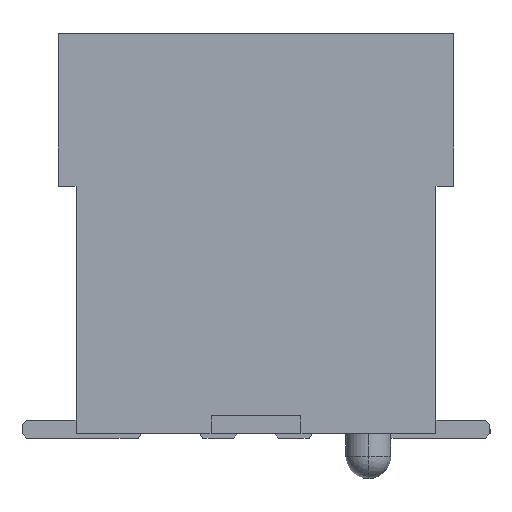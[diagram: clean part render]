
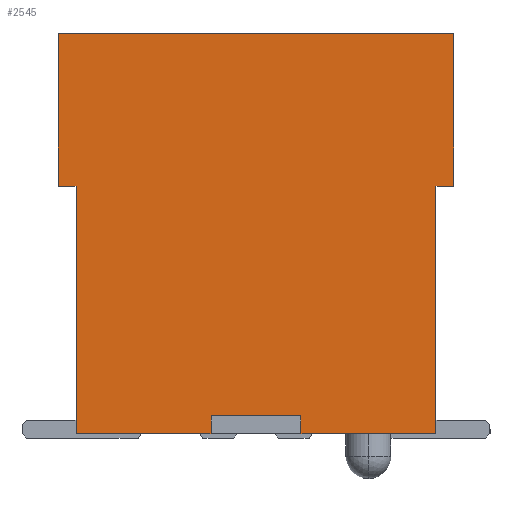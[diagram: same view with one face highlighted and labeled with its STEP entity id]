
A CAD part, left-side view. The second image highlights one B-rep face of the part: STEP entity #2545.
In plain terms, the highlighted planar face has unit normal (-1, 0, 0).
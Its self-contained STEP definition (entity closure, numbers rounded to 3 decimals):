
#418 = LINE ( 'NONE', #7139, #23934 ) ;
#1158 = CARTESIAN_POINT ( 'NONE',  ( -8.85, -2.2, -1.5 ) ) ;
#1324 = VECTOR ( 'NONE', #90723, 1000. ) ;
#1967 = VERTEX_POINT ( 'NONE', #97905 ) ;
#2545 = ADVANCED_FACE ( 'NONE', ( #23372 ), #55293, .F. ) ;
#4236 = VECTOR ( 'NONE', #32587, 1000. ) ;
#4562 = DIRECTION ( 'NONE',  ( 0., -1., 0. ) ) ;
#5102 = EDGE_CURVE ( 'NONE', #48882, #39513, #7320, .T. ) ;
#6733 = CARTESIAN_POINT ( 'NONE',  ( -8.85, 2.2, 2.95 ) ) ;
#6828 = ORIENTED_EDGE ( 'NONE', *, *, #95550, .F. ) ;
#7139 = CARTESIAN_POINT ( 'NONE',  ( -8.85, -2., 0. ) ) ;
#7298 = VERTEX_POINT ( 'NONE', #50310 ) ;
#7320 = LINE ( 'NONE', #71209, #8566 ) ;
#7951 = VECTOR ( 'NONE', #54481, 1000. ) ;
#8112 = EDGE_CURVE ( 'NONE', #51169, #50127, #29282, .T. ) ;
#8566 = VECTOR ( 'NONE', #46497, 1000. ) ;
#9920 = CARTESIAN_POINT ( 'NONE',  ( -8.85, 2., 1.25 ) ) ;
#10409 = VECTOR ( 'NONE', #38394, 1000. ) ;
#10951 = EDGE_CURVE ( 'NONE', #7298, #51169, #45605, .T. ) ;
#11784 = CARTESIAN_POINT ( 'NONE',  ( -8.85, -2.2, 2.95 ) ) ;
#13682 = EDGE_CURVE ( 'NONE', #1967, #21592, #418, .T. ) ;
#14952 = CARTESIAN_POINT ( 'NONE',  ( -8.85, 0.5, -1.3 ) ) ;
#14973 = DIRECTION ( 'NONE',  ( 0., 0., -1. ) ) ;
#17385 = VECTOR ( 'NONE', #14973, 1000. ) ;
#21592 = VERTEX_POINT ( 'NONE', #50531 ) ;
#23372 = FACE_OUTER_BOUND ( 'NONE', #49866, .T. ) ;
#23735 = ORIENTED_EDGE ( 'NONE', *, *, #13682, .F. ) ;
#23934 = VECTOR ( 'NONE', #24099, 1000. ) ;
#24099 = DIRECTION ( 'NONE',  ( 0., 0., -1. ) ) ;
#28873 = LINE ( 'NONE', #14952, #76873 ) ;
#29108 = CARTESIAN_POINT ( 'NONE',  ( -8.85, -2.2, 2.95 ) ) ;
#29282 = LINE ( 'NONE', #51473, #33181 ) ;
#29390 = DIRECTION ( 'NONE',  ( 0., 1., 0. ) ) ;
#32587 = DIRECTION ( 'NONE',  ( 0., -1., 0. ) ) ;
#33098 = CARTESIAN_POINT ( 'NONE',  ( -8.85, 2.2, 1.25 ) ) ;
#33181 = VECTOR ( 'NONE', #51970, 1000. ) ;
#34149 = LINE ( 'NONE', #64589, #62914 ) ;
#36114 = ORIENTED_EDGE ( 'NONE', *, *, #64620, .T. ) ;
#36353 = ORIENTED_EDGE ( 'NONE', *, *, #76850, .T. ) ;
#38394 = DIRECTION ( 'NONE',  ( 0., -1., 0. ) ) ;
#39513 = VERTEX_POINT ( 'NONE', #33098 ) ;
#40501 = ORIENTED_EDGE ( 'NONE', *, *, #101134, .F. ) ;
#40832 = LINE ( 'NONE', #1158, #4236 ) ;
#43335 = ORIENTED_EDGE ( 'NONE', *, *, #44844, .F. ) ;
#43735 = LINE ( 'NONE', #91167, #55486 ) ;
#44844 = EDGE_CURVE ( 'NONE', #91132, #67765, #69053, .T. ) ;
#45329 = EDGE_CURVE ( 'NONE', #48737, #48882, #95160, .T. ) ;
#45500 = CARTESIAN_POINT ( 'NONE',  ( -8.85, -0.5, -1.5 ) ) ;
#45605 = LINE ( 'NONE', #29108, #10409 ) ;
#45664 = CARTESIAN_POINT ( 'NONE',  ( -8.85, 0.5, -1.3 ) ) ;
#46282 = CARTESIAN_POINT ( 'NONE',  ( -8.85, -0.5, -1.5 ) ) ;
#46497 = DIRECTION ( 'NONE',  ( 0., 1., 0. ) ) ;
#47575 = DIRECTION ( 'NONE',  ( 0., 0., -1. ) ) ;
#48737 = VERTEX_POINT ( 'NONE', #54307 ) ;
#48882 = VERTEX_POINT ( 'NONE', #9920 ) ;
#49866 = EDGE_LOOP ( 'NONE', ( #36114, #43335, #6828, #100136, #36353, #23735, #40501, #67879, #86254, #60028, #79966, #59988 ) ) ;
#50127 = VERTEX_POINT ( 'NONE', #87909 ) ;
#50310 = CARTESIAN_POINT ( 'NONE',  ( -8.85, 2.2, 2.95 ) ) ;
#50531 = CARTESIAN_POINT ( 'NONE',  ( -8.85, -2., -1.5 ) ) ;
#50971 = VERTEX_POINT ( 'NONE', #45500 ) ;
#51169 = VERTEX_POINT ( 'NONE', #11784 ) ;
#51311 = EDGE_CURVE ( 'NONE', #50971, #84021, #101424, .T. ) ;
#51473 = CARTESIAN_POINT ( 'NONE',  ( -8.85, -2.2, 2.95 ) ) ;
#51810 = CARTESIAN_POINT ( 'NONE',  ( -8.85, 0.5, -1.5 ) ) ;
#51970 = DIRECTION ( 'NONE',  ( 0., 0., -1. ) ) ;
#54307 = CARTESIAN_POINT ( 'NONE',  ( -8.85, 2., -1.5 ) ) ;
#54481 = DIRECTION ( 'NONE',  ( 0., 0., 1. ) ) ;
#55293 = PLANE ( 'NONE',  #83599 ) ;
#55486 = VECTOR ( 'NONE', #4562, 1000. ) ;
#55983 = CARTESIAN_POINT ( 'NONE',  ( -8.85, 2., 0. ) ) ;
#59276 = CARTESIAN_POINT ( 'NONE',  ( -8.85, 0.5, -1.5 ) ) ;
#59988 = ORIENTED_EDGE ( 'NONE', *, *, #45329, .F. ) ;
#60028 = ORIENTED_EDGE ( 'NONE', *, *, #60992, .T. ) ;
#60854 = LINE ( 'NONE', #6733, #17385 ) ;
#60992 = EDGE_CURVE ( 'NONE', #7298, #39513, #60854, .T. ) ;
#62914 = VECTOR ( 'NONE', #72818, 1000. ) ;
#64589 = CARTESIAN_POINT ( 'NONE',  ( -8.85, -2.2, 1.25 ) ) ;
#64620 = EDGE_CURVE ( 'NONE', #48737, #67765, #43735, .T. ) ;
#67765 = VERTEX_POINT ( 'NONE', #51810 ) ;
#67879 = ORIENTED_EDGE ( 'NONE', *, *, #8112, .F. ) ;
#69053 = LINE ( 'NONE', #59276, #1324 ) ;
#69776 = CARTESIAN_POINT ( 'NONE',  ( -8.85, -2.2, 2.95 ) ) ;
#70777 = DIRECTION ( 'NONE',  ( 1., 0., 0. ) ) ;
#71209 = CARTESIAN_POINT ( 'NONE',  ( -8.85, 2.2, 1.25 ) ) ;
#72818 = DIRECTION ( 'NONE',  ( 0., 1., 0. ) ) ;
#76850 = EDGE_CURVE ( 'NONE', #50971, #21592, #40832, .T. ) ;
#76873 = VECTOR ( 'NONE', #29390, 1000. ) ;
#79966 = ORIENTED_EDGE ( 'NONE', *, *, #5102, .F. ) ;
#83599 = AXIS2_PLACEMENT_3D ( 'NONE', #69776, #70777, #47575 ) ;
#84021 = VERTEX_POINT ( 'NONE', #92374 ) ;
#85956 = DIRECTION ( 'NONE',  ( 0., 0., 1. ) ) ;
#86254 = ORIENTED_EDGE ( 'NONE', *, *, #10951, .F. ) ;
#87909 = CARTESIAN_POINT ( 'NONE',  ( -8.85, -2.2, 1.25 ) ) ;
#90723 = DIRECTION ( 'NONE',  ( 0., 0., -1. ) ) ;
#91132 = VERTEX_POINT ( 'NONE', #45664 ) ;
#91167 = CARTESIAN_POINT ( 'NONE',  ( -8.85, -2.2, -1.5 ) ) ;
#91702 = VECTOR ( 'NONE', #85956, 1000. ) ;
#92374 = CARTESIAN_POINT ( 'NONE',  ( -8.85, -0.5, -1.3 ) ) ;
#95160 = LINE ( 'NONE', #55983, #7951 ) ;
#95550 = EDGE_CURVE ( 'NONE', #84021, #91132, #28873, .T. ) ;
#97905 = CARTESIAN_POINT ( 'NONE',  ( -8.85, -2., 1.25 ) ) ;
#100136 = ORIENTED_EDGE ( 'NONE', *, *, #51311, .F. ) ;
#101134 = EDGE_CURVE ( 'NONE', #50127, #1967, #34149, .T. ) ;
#101424 = LINE ( 'NONE', #46282, #91702 ) ;
